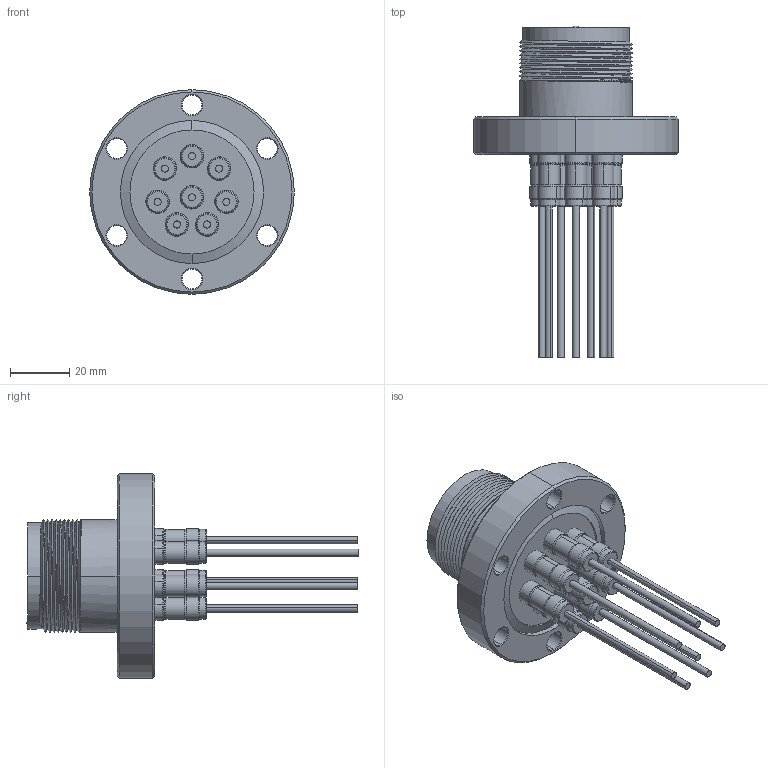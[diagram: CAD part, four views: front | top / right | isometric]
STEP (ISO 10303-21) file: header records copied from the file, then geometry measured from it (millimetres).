
FILE_DESCRIPTION (( 'STEP AP203' ), '1' );
FILE_NAME ('A0757-1-CF.STEP', '2013-03-20T18:04:00', ( '' ), ( '' ), 'SwSTEP 2.0', 'SolidWorks 2012', '' );
FILE_SCHEMA (( 'CONFIG_CONTROL_DESIGN' ));
Length unit declared in the file: inch
Products named in the file (1): A0757-1-CF
Bounding box: 69.09 x 112.09 x 69.09 mm (x, y, z)
Volume: 53694 mm3; surface area: 34050.6 mm2
Topology: 1 solids, 1 shells, 521 faces, 1124 edges, 672 vertices
Faces by surface type: cylinder 261, cone 110, plane 83, torus 64, bspline 3
Entity records: 15506 total; most frequent: CARTESIAN_POINT 3770, DIRECTION 2744, ORIENTED_EDGE 2248, AXIS2_PLACEMENT_3D 1173, EDGE_CURVE 1124, VERTEX_POINT 672, CIRCLE 654, EDGE_LOOP 600
